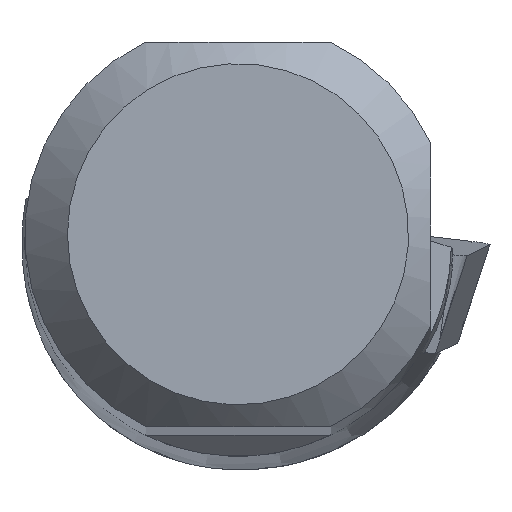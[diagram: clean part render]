
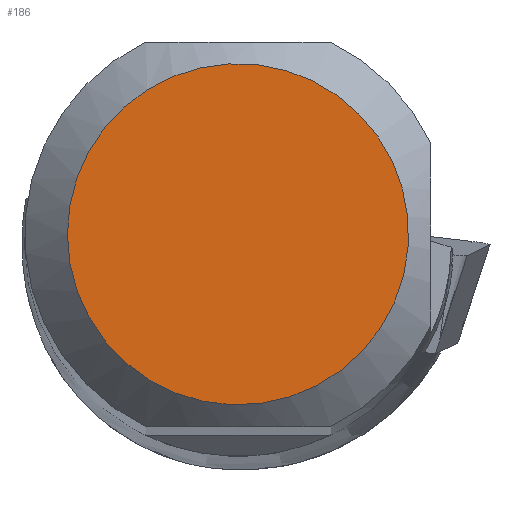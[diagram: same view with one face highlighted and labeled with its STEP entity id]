
A CAD part, top view. The second image highlights one B-rep face of the part: STEP entity #186.
In plain terms, the highlighted planar face has unit normal (0, 0, 1).
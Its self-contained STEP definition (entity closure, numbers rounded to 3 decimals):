
#144=FACE_OUTER_BOUND('',#400,.T.);
#186=ADVANCED_FACE('',(#144),#217,.T.);
#217=PLANE('',#1000);
#400=EDGE_LOOP('',(#539));
#539=ORIENTED_EDGE('',*,*,#809,.F.);
#715=VERTEX_POINT('',#1595);
#809=EDGE_CURVE('',#715,#715,#863,.T.);
#863=CIRCLE('',#999,3.994);
#999=AXIS2_PLACEMENT_3D('',#1594,#1174,#1175);
#1000=AXIS2_PLACEMENT_3D('',#1596,#1176,#1177);
#1174=DIRECTION('',(0.,0.,-1.));
#1175=DIRECTION('',(-1.,0.,0.));
#1176=DIRECTION('',(0.,0.,1.));
#1177=DIRECTION('',(-1.,0.,0.));
#1594=CARTESIAN_POINT('',(0.,0.,0.));
#1595=CARTESIAN_POINT('',(-3.994,0.,0.));
#1596=CARTESIAN_POINT('',(0.,0.,
0.));
